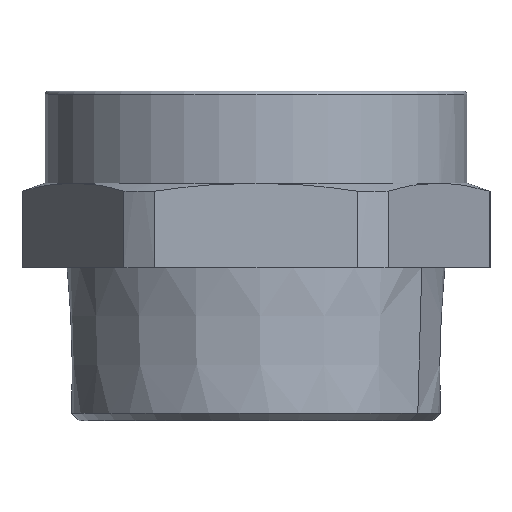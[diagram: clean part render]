
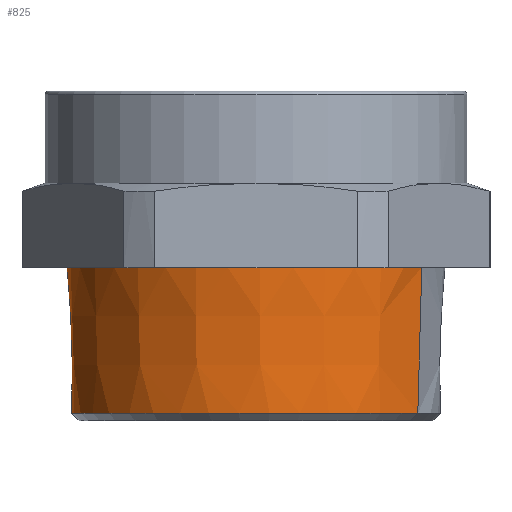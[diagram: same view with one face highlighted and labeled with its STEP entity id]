
A CAD part, left-side view. The second image highlights one B-rep face of the part: STEP entity #825.
In plain terms, the highlighted conical face has half-angle 1.78 degrees and reference radius 24 mm.
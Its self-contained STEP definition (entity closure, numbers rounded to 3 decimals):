
#330=AXIS2_PLACEMENT_3D('Circle Axis2P3D',#328,#329,$) ;
#804=AXIS2_PLACEMENT_3D('Cone Axis2P3D',#801,#802,#803) ;
#808=AXIS2_PLACEMENT_3D('Circle Axis2P3D',#806,#807,$) ;
#815=AXIS2_PLACEMENT_3D('Circle Axis2P3D',#813,#814,$) ;
#323=CARTESIAN_POINT('Vertex',(39.304,52.107,20.)) ;
#325=CARTESIAN_POINT('Vertex',(15.696,8.893,20.)) ;
#328=CARTESIAN_POINT('Axis2P3D Location',(27.5,30.5,20.)) ;
#775=CARTESIAN_POINT('Line Origine',(7479.178,13670.706,499372.593)) ;
#779=CARTESIAN_POINT('Vertex',(39.021,51.589,1.)) ;
#782=CARTESIAN_POINT('Line Origine',(-7424.178,-13609.706,499372.593)) ;
#786=CARTESIAN_POINT('Vertex',(15.979,9.411,1.)) ;
#801=CARTESIAN_POINT('Axis2P3D Location',(27.5,30.5,0.)) ;
#806=CARTESIAN_POINT('Axis2P3D Location',(27.5,30.5,1.)) ;
#810=CARTESIAN_POINT('Vertex',(27.912,54.528,1.)) ;
#813=CARTESIAN_POINT('Axis2P3D Location',(27.5,30.5,1.)) ;
#329=DIRECTION('Axis2P3D Direction',(0.,0.,-1.)) ;
#776=DIRECTION('Vector Direction',(0.015,0.027,1.)) ;
#783=DIRECTION('Vector Direction',(-0.015,-0.027,1.)) ;
#802=DIRECTION('Axis2P3D Direction',(0.,0.,1.)) ;
#803=DIRECTION('Axis2P3D XDirection',(0.479,0.878,0.)) ;
#807=DIRECTION('Axis2P3D Direction',(0.,0.,1.)) ;
#814=DIRECTION('Axis2P3D Direction',(0.,0.,1.)) ;
#777=VECTOR('Line Direction',#776,1.) ;
#784=VECTOR('Line Direction',#783,1.) ;
#819=ORIENTED_EDGE('',*,*,#788,.F.) ;
#820=ORIENTED_EDGE('',*,*,#332,.T.) ;
#821=ORIENTED_EDGE('',*,*,#781,.T.) ;
#822=ORIENTED_EDGE('',*,*,#812,.F.) ;
#823=ORIENTED_EDGE('',*,*,#817,.F.) ;
#825=ADVANCED_FACE('PartBody',(#824),#805,.T.) ;
#331=CIRCLE('generated circle',#330,24.622) ;
#809=CIRCLE('generated circle',#808,24.031) ;
#816=CIRCLE('generated circle',#815,24.031) ;
#805=CONICAL_SURFACE('Cone',#804,24.,0.031) ;
#332=EDGE_CURVE('',#326,#324,#331,.T.) ;
#781=EDGE_CURVE('',#324,#780,#778,.F.) ;
#788=EDGE_CURVE('',#326,#787,#785,.F.) ;
#812=EDGE_CURVE('',#811,#780,#809,.F.) ;
#817=EDGE_CURVE('',#787,#811,#816,.F.) ;
#818=EDGE_LOOP('',(#819,#820,#821,#822,#823)) ;
#824=FACE_OUTER_BOUND('',#818,.T.) ;
#778=LINE('Line',#775,#777) ;
#785=LINE('Line',#782,#784) ;
#324=VERTEX_POINT('',#323) ;
#326=VERTEX_POINT('',#325) ;
#780=VERTEX_POINT('',#779) ;
#787=VERTEX_POINT('',#786) ;
#811=VERTEX_POINT('',#810) ;
